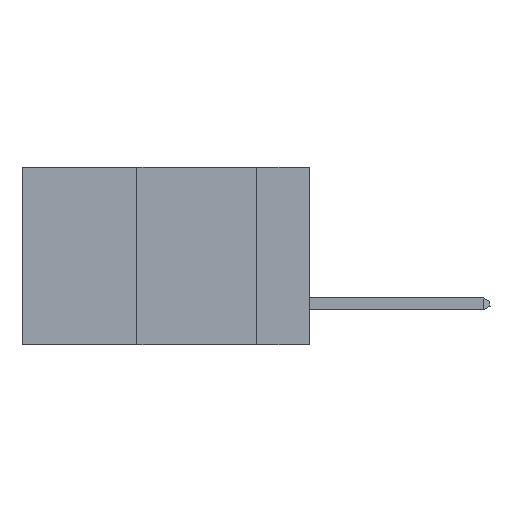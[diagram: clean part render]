
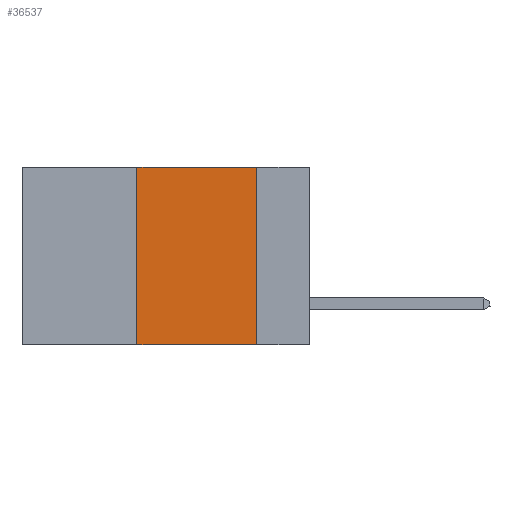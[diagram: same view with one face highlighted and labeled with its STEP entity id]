
A CAD part, left-side view. The second image highlights one B-rep face of the part: STEP entity #36537.
In plain terms, the highlighted planar face has unit normal (-1, 0, 0).
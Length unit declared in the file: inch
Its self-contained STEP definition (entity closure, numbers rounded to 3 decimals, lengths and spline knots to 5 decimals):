
#332 = CARTESIAN_POINT ( 'NONE',  ( 0., 0.11, 0. ) ) ;
#430 = VECTOR ( 'NONE', #26144, 39.37008 ) ;
#1287 = ORIENTED_EDGE ( 'NONE', *, *, #6377, .F. ) ;
#1638 = CARTESIAN_POINT ( 'NONE',  ( 0., 0.6, -0.37 ) ) ;
#3340 = CARTESIAN_POINT ( 'NONE',  ( 0., 0.36, 0. ) ) ;
#3592 = ORIENTED_EDGE ( 'NONE', *, *, #18869, .T. ) ;
#6377 = EDGE_CURVE ( 'NONE', #13102, #29800, #21950, .T. ) ;
#7909 = CARTESIAN_POINT ( 'NONE',  ( 0., 0.11, 0. ) ) ;
#8671 = LINE ( 'NONE', #3340, #18516 ) ;
#9249 = ORIENTED_EDGE ( 'NONE', *, *, #33325, .F. ) ;
#10072 = DIRECTION ( 'NONE',  ( 0., 0., 1. ) ) ;
#12756 = EDGE_CURVE ( 'NONE', #34932, #13102, #17870, .T. ) ;
#13102 = VERTEX_POINT ( 'NONE', #7909 ) ;
#13428 = AXIS2_PLACEMENT_3D ( 'NONE', #26421, #29295, #33321 ) ;
#17870 = LINE ( 'NONE', #23452, #28303 ) ;
#18157 = CARTESIAN_POINT ( 'NONE',  ( 0., 0.36, 0. ) ) ;
#18516 = VECTOR ( 'NONE', #10072, 39.37008 ) ;
#18869 = EDGE_CURVE ( 'NONE', #37374, #29800, #21812, .T. ) ;
#19954 = CARTESIAN_POINT ( 'NONE',  ( 0., 0.36, -0.37 ) ) ;
#21812 = LINE ( 'NONE', #1638, #430 ) ;
#21950 = LINE ( 'NONE', #332, #44940 ) ;
#22684 = CARTESIAN_POINT ( 'NONE',  ( 0., 0.11, -0.37 ) ) ;
#23452 = CARTESIAN_POINT ( 'NONE',  ( 0., 0.6, 0. ) ) ;
#24997 = DIRECTION ( 'NONE',  ( 0., 0., -1. ) ) ;
#26144 = DIRECTION ( 'NONE',  ( 0., -1., 0. ) ) ;
#26421 = CARTESIAN_POINT ( 'NONE',  ( 0., 0.6, 0. ) ) ;
#28303 = VECTOR ( 'NONE', #44044, 39.37008 ) ;
#29295 = DIRECTION ( 'NONE',  ( 1., 0., 0. ) ) ;
#29800 = VERTEX_POINT ( 'NONE', #22684 ) ;
#30321 = ORIENTED_EDGE ( 'NONE', *, *, #12756, .F. ) ;
#32831 = PLANE ( 'NONE',  #13428 ) ;
#33321 = DIRECTION ( 'NONE',  ( 0., 0., -1. ) ) ;
#33325 = EDGE_CURVE ( 'NONE', #37374, #34932, #8671, .T. ) ;
#33614 = EDGE_LOOP ( 'NONE', ( #1287, #30321, #9249, #3592 ) ) ;
#34932 = VERTEX_POINT ( 'NONE', #18157 ) ;
#36537 = ADVANCED_FACE ( 'NONE', ( #38407 ), #32831, .F. ) ;
#37374 = VERTEX_POINT ( 'NONE', #19954 ) ;
#38407 = FACE_OUTER_BOUND ( 'NONE', #33614, .T. ) ;
#44044 = DIRECTION ( 'NONE',  ( 0., -1., 0. ) ) ;
#44940 = VECTOR ( 'NONE', #24997, 39.37008 ) ;
